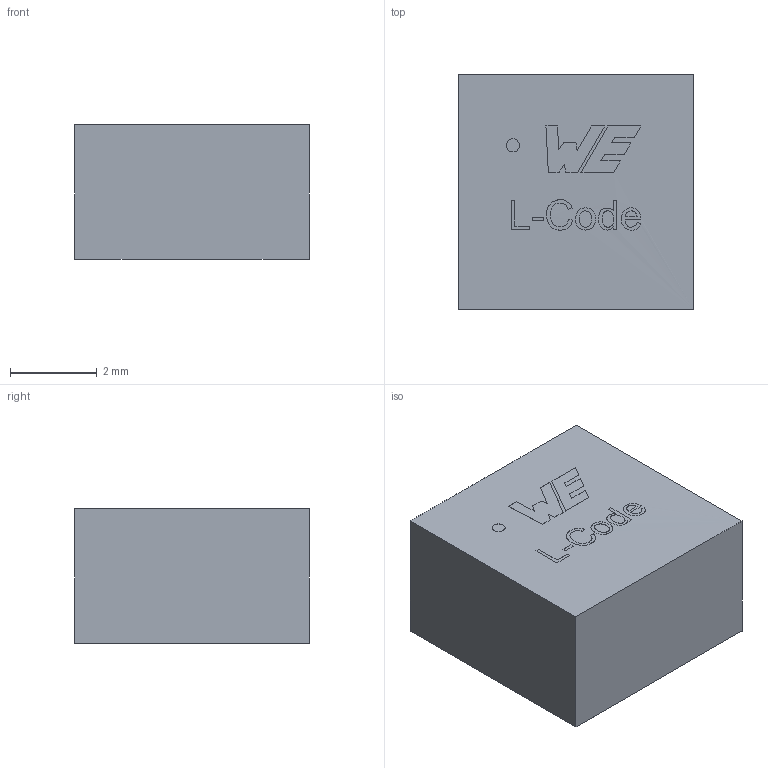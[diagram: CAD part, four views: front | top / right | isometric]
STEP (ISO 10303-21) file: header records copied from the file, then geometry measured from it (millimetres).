
FILE_DESCRIPTION(/* description */ ('Unknown'),/* implementation_level */ '2;1');
FILE_NAME(/* name */ 'L_Wurth_WE-MXGA-5030',/* time_stamp */ '2025-09-03T10:42:05+08:00',/* author */ ('Unknown'),/* organization */ ('Unknown'),/* preprocessor_version */ 'ST-DEVELOPER v19.4',/* originating_system */ 'Solid Edge',/* authorisation */ 'Unknown');
FILE_SCHEMA (('AUTOMOTIVE_DESIGN {1 0 10303 214 3 1 1}'));
Length unit declared in the file: millimetre
Products named in the file (2): L_Wurth_WE-MXGA-5030
Assembly tree (1 placements, depth 2):
  L_Wurth_WE-MXGA-5030
    L_Wurth_WE-MXGA-5030
Bounding box: 5.4 x 5.4 x 3.1 mm (x, y, z)
Volume: 90.4 mm3; surface area: 159.9 mm2
Topology: 3 solids, 3 shells, 84 faces, 203 edges, 137 vertices
Faces by surface type: plane 79, bspline 4, cylinder 1
Full cylindrical faces by diameter (mm): 0.3 x1
Entity records: 3121 total; most frequent: CARTESIAN_POINT 724, ORIENTED_EDGE 398, DIRECTION 307, EDGE_CURVE 199, LINE 139, VECTOR 139, VERTEX_POINT 137, EDGE_LOOP 100
